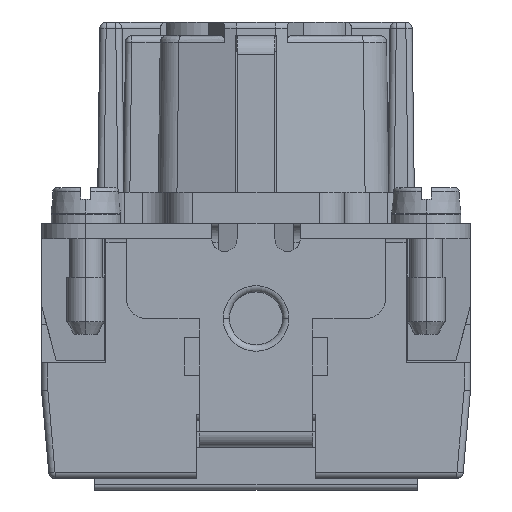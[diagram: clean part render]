
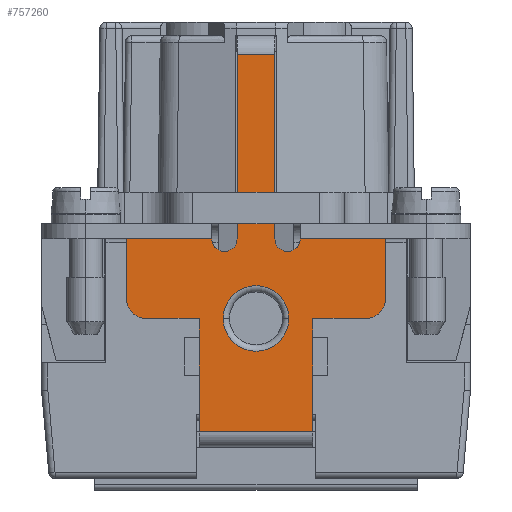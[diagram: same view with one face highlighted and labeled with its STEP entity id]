
A CAD part, left-side view. The second image highlights one B-rep face of the part: STEP entity #757260.
In plain terms, the highlighted planar face has unit normal (-1, 0, 0).
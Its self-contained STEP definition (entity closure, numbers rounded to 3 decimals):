
#745090=CARTESIAN_POINT('',(7.746,38.334,
-3.9));
#745100=VERTEX_POINT('',#745090);
#745130=CARTESIAN_POINT('',(7.746,38.334,
-20.6));
#745140=DIRECTION('',(0.,0.,-1.));
#745150=VECTOR('',#745140,1.);
#745160=LINE('',#745130,#745150);
#745170=CARTESIAN_POINT('',(7.746,38.334,
0.9));
#745180=VERTEX_POINT('',#745170);
#745190=EDGE_CURVE('',#745180,#745100,#745160,.T.);
#749590=CARTESIAN_POINT('',(7.746,45.084,
-3.9));
#749600=VERTEX_POINT('',#749590);
#749630=CARTESIAN_POINT('',(7.746,92.583,
-3.9));
#749640=DIRECTION('',(0.,1.,0.));
#749650=VECTOR('',#749640,1.);
#749660=LINE('',#749630,#749650);
#749670=EDGE_CURVE('',#745100,#749600,#749660,.T.);
#752260=CARTESIAN_POINT('',(7.746,47.084,
-3.9));
#752270=VERTEX_POINT('',#752260);
#752320=CARTESIAN_POINT('',(7.746,46.084,
-3.9));
#752330=DIRECTION('',(-1.,0.,0.));
#752340=DIRECTION('',(0.,-1.,0.));
#752350=AXIS2_PLACEMENT_3D('',#752320,#752330,#752340);
#752360=CIRCLE('',#752350,1.);
#752370=EDGE_CURVE('',#749600,#752270,#752360,.T.);
#754320=CARTESIAN_POINT('',(7.746,52.084,
-3.9));
#754330=VERTEX_POINT('',#754320);
#754360=CARTESIAN_POINT('',(7.746,51.084,
-3.9));
#754370=DIRECTION('',(-1.,0.,0.));
#754380=DIRECTION('',(0.,-1.,0.));
#754390=AXIS2_PLACEMENT_3D('',#754360,#754370,#754380);
#754400=CIRCLE('',#754390,1.);
#754410=CARTESIAN_POINT('',(7.746,50.084,
-3.9));
#754420=VERTEX_POINT('',#754410);
#754430=EDGE_CURVE('',#754420,#754330,#754400,.T.);
#754690=CARTESIAN_POINT('',(7.746,50.084,
-20.6));
#754700=DIRECTION('',(0.,0.,1.));
#754710=VECTOR('',#754700,1.);
#754720=LINE('',#754690,#754710);
#754730=CARTESIAN_POINT('',(7.746,50.084,
-18.5));
#754740=VERTEX_POINT('',#754730);
#754750=EDGE_CURVE('',#754740,#754420,#754720,.T.);
#755030=CARTESIAN_POINT('',(7.746,92.583,
-18.5));
#755040=DIRECTION('',(0.,-1.,0.));
#755050=VECTOR('',#755040,1.);
#755060=LINE('',#755030,#755050);
#755070=CARTESIAN_POINT('',(7.746,47.084,
-18.5));
#755080=VERTEX_POINT('',#755070);
#755090=EDGE_CURVE('',#754740,#755080,#755060,.T.);
#755520=CARTESIAN_POINT('',(7.746,47.084,
-20.6));
#755530=DIRECTION('',(0.,0.,-1.));
#755540=VECTOR('',#755530,1.);
#755550=LINE('',#755520,#755540);
#755560=EDGE_CURVE('',#752270,#755080,#755550,.T.);
#756130=CARTESIAN_POINT('',(7.746,49.577,
7.687));
#756140=DIRECTION('',(-1.,0.,0.));
#756150=DIRECTION('',(0.,-1.,0.));
#756160=AXIS2_PLACEMENT_3D('',#756130,#756140,#756150);
#756170=PLANE('',#756160);
#756180=CARTESIAN_POINT('',(7.746,48.584,
2.4));
#756190=DIRECTION('',(-1.,0.,0.));
#756200=DIRECTION('',(0.,-1.,0.));
#756210=AXIS2_PLACEMENT_3D('',#756180,#756190,#756200);
#756220=CIRCLE('',#756210,2.6);
#756230=CARTESIAN_POINT('',(7.746,45.984,
2.4));
#756240=VERTEX_POINT('',#756230);
#756250=CARTESIAN_POINT('',(7.746,51.184,
2.4));
#756260=VERTEX_POINT('',#756250);
#756270=EDGE_CURVE('',#756240,#756260,#756220,.T.);
#756280=ORIENTED_EDGE('',*,*,#756270,.F.);
#756290=EDGE_CURVE('',#756260,#756240,#756220,.T.);
#756300=ORIENTED_EDGE('',*,*,#756290,.F.);
#756310=EDGE_LOOP('',(#756300,#756280));
#756320=FACE_BOUND('',#756310,.T.);
#756330=CARTESIAN_POINT('',(7.746,53.084,
-20.6));
#756340=DIRECTION('',(0.,0.,-1.));
#756350=VECTOR('',#756340,1.);
#756360=LINE('',#756330,#756350);
#756370=CARTESIAN_POINT('',(7.746,53.084,
3.9));
#756380=VERTEX_POINT('',#756370);
#756390=CARTESIAN_POINT('',(7.746,53.084,
2.4));
#756400=VERTEX_POINT('',#756390);
#756410=EDGE_CURVE('',#756380,#756400,#756360,.T.);
#756420=ORIENTED_EDGE('',*,*,#756410,.T.);
#756430=CARTESIAN_POINT('',(7.746,53.084,
6.9));
#756440=VERTEX_POINT('',#756430);
#756450=EDGE_CURVE('',#756440,#756380,#756360,.T.);
#756460=ORIENTED_EDGE('',*,*,#756450,.T.);
#756470=CARTESIAN_POINT('',(7.746,53.084,
11.4));
#756480=VERTEX_POINT('',#756470);
#756490=EDGE_CURVE('',#756480,#756440,#756360,.T.);
#756500=ORIENTED_EDGE('',*,*,#756490,.T.);
#756510=CARTESIAN_POINT('',(7.746,92.583,
11.4));
#756520=DIRECTION('',(0.,-1.,0.));
#756530=VECTOR('',#756520,1.);
#756540=LINE('',#756510,#756530);
#756550=CARTESIAN_POINT('',(7.746,44.084,
11.4));
#756560=VERTEX_POINT('',#756550);
#756570=EDGE_CURVE('',#756480,#756560,#756540,.T.);
#756580=ORIENTED_EDGE('',*,*,#756570,.F.);
#756590=CARTESIAN_POINT('',(7.746,44.084,
-20.6));
#756600=DIRECTION('',(0.,0.,1.));
#756610=VECTOR('',#756600,1.);
#756620=LINE('',#756590,#756610);
#756630=CARTESIAN_POINT('',(7.746,44.084,
6.9));
#756640=VERTEX_POINT('',#756630);
#756650=EDGE_CURVE('',#756640,#756560,#756620,.T.);
#756660=ORIENTED_EDGE('',*,*,#756650,.T.);
#756670=CARTESIAN_POINT('',(7.746,44.084,
3.9));
#756680=VERTEX_POINT('',#756670);
#756690=EDGE_CURVE('',#756680,#756640,#756620,.T.);
#756700=ORIENTED_EDGE('',*,*,#756690,.T.);
#756710=CARTESIAN_POINT('',(7.746,44.084,
2.4));
#756720=VERTEX_POINT('',#756710);
#756730=EDGE_CURVE('',#756720,#756680,#756620,.T.);
#756740=ORIENTED_EDGE('',*,*,#756730,.T.);
#756750=CARTESIAN_POINT('',(7.746,92.583,
2.4));
#756760=DIRECTION('',(0.,-1.,0.));
#756770=VECTOR('',#756760,1.);
#756780=LINE('',#756750,#756770);
#756790=CARTESIAN_POINT('',(7.746,39.834,
2.4));
#756800=VERTEX_POINT('',#756790);
#756810=EDGE_CURVE('',#756720,#756800,#756780,.T.);
#756820=ORIENTED_EDGE('',*,*,#756810,.F.);
#756830=CARTESIAN_POINT('',(7.746,39.834,
0.9));
#756840=DIRECTION('',(1.,0.,0.));
#756850=DIRECTION('',(0.,1.,0.));
#756860=AXIS2_PLACEMENT_3D('',#756830,#756840,#756850);
#756870=CIRCLE('',#756860,1.5);
#756880=EDGE_CURVE('',#756800,#745180,#756870,.T.);
#756890=ORIENTED_EDGE('',*,*,#756880,.F.);
#756900=ORIENTED_EDGE('',*,*,#745190,.F.);
#756910=ORIENTED_EDGE('',*,*,#749670,.F.);
#756920=ORIENTED_EDGE('',*,*,#752370,.F.);
#756930=ORIENTED_EDGE('',*,*,#755560,.F.);
#756940=ORIENTED_EDGE('',*,*,#755090,.T.);
#756950=ORIENTED_EDGE('',*,*,#754750,.F.);
#756960=ORIENTED_EDGE('',*,*,#754430,.F.);
#756970=CARTESIAN_POINT('',(7.746,58.834,
-3.9));
#756980=VERTEX_POINT('',#756970);
#756990=EDGE_CURVE('',#754330,#756980,#749660,.T.);
#757000=ORIENTED_EDGE('',*,*,#756990,.F.);
#757010=CARTESIAN_POINT('',(7.746,58.834,
-20.6));
#757020=DIRECTION('',(0.,0.,1.));
#757030=VECTOR('',#757020,1.);
#757040=LINE('',#757010,#757030);
#757050=CARTESIAN_POINT('',(7.746,58.834,
0.9));
#757060=VERTEX_POINT('',#757050);
#757070=EDGE_CURVE('',#756980,#757060,#757040,.T.);
#757080=ORIENTED_EDGE('',*,*,#757070,.F.);
#757090=CARTESIAN_POINT('',(7.746,57.334,
0.9));
#757100=DIRECTION('',(1.,0.,0.));
#757110=DIRECTION('',(0.,1.,0.));
#757120=AXIS2_PLACEMENT_3D('',#757090,#757100,#757110);
#757130=CIRCLE('',#757120,1.5);
#757140=CARTESIAN_POINT('',(7.746,57.334,
2.4));
#757150=VERTEX_POINT('',#757140);
#757160=EDGE_CURVE('',#757060,#757150,#757130,.T.);
#757170=ORIENTED_EDGE('',*,*,#757160,.F.);
#757180=CARTESIAN_POINT('',(7.746,92.583,
2.4));
#757190=DIRECTION('',(0.,-1.,0.));
#757200=VECTOR('',#757190,1.);
#757210=LINE('',#757180,#757200);
#757220=EDGE_CURVE('',#757150,#756400,#757210,.T.);
#757230=ORIENTED_EDGE('',*,*,#757220,.F.);
#757240=EDGE_LOOP('',(#757230,#757170,#757080,#757000,#756960,#756950,
#756940,#756930,#756920,#756910,#756900,#756890,#756820,#756740,#756700,
#756660,#756580,#756500,#756460,#756420));
#757250=FACE_OUTER_BOUND('',#757240,.T.);
#757260=ADVANCED_FACE('F683',(#756320,#757250),#756170,.T.);
